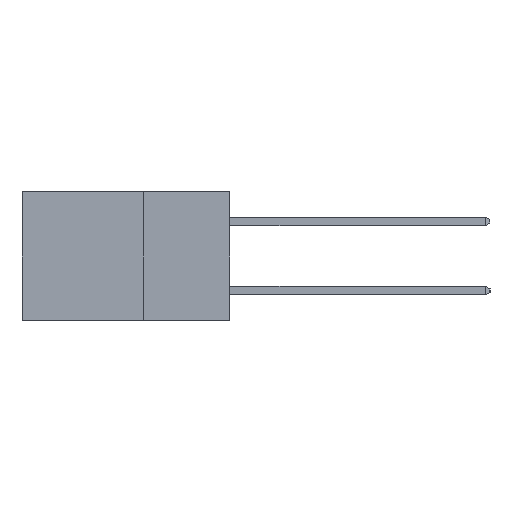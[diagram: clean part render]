
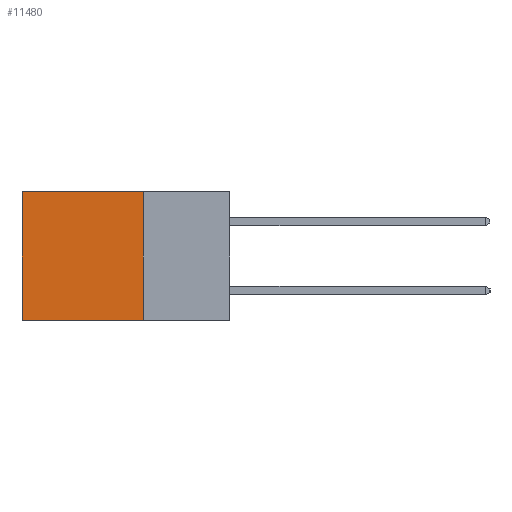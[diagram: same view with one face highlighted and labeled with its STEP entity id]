
A CAD part, left-side view. The second image highlights one B-rep face of the part: STEP entity #11480.
In plain terms, the highlighted planar face has unit normal (-1, 0, 0).
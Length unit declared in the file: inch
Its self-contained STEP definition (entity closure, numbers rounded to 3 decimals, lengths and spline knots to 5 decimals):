
#336 = ORIENTED_EDGE ( 'NONE', *, *, #7078, .F. ) ;
#474 = EDGE_CURVE ( 'NONE', #10067, #12617, #11139, .T. ) ;
#740 = CARTESIAN_POINT ( 'NONE',  ( 0.2615, 0.25, -0.37 ) ) ;
#1865 = DIRECTION ( 'NONE',  ( 0., 0., -1. ) ) ;
#2015 = DIRECTION ( 'NONE',  ( 1., 0., 0. ) ) ;
#2515 = FACE_OUTER_BOUND ( 'NONE', #11458, .T. ) ;
#2652 = EDGE_CURVE ( 'NONE', #13745, #5704, #12457, .T. ) ;
#2895 = LINE ( 'NONE', #9493, #12909 ) ;
#3717 = CARTESIAN_POINT ( 'NONE',  ( 0.2615, 0.25, -0.37 ) ) ;
#4196 = CARTESIAN_POINT ( 'NONE',  ( 0.2615, 0.25, 0. ) ) ;
#4303 = AXIS2_PLACEMENT_3D ( 'NONE', #740, #2015, #10882 ) ;
#5266 = EDGE_CURVE ( 'NONE', #12617, #5704, #6749, .T. ) ;
#5370 = DIRECTION ( 'NONE',  ( 0., 1., 0. ) ) ;
#5434 = CARTESIAN_POINT ( 'NONE',  ( 0.2615, 0.6, 0. ) ) ;
#5704 = VERTEX_POINT ( 'NONE', #10468 ) ;
#5751 = CARTESIAN_POINT ( 'NONE',  ( 0.2615, 0.25, -0.37 ) ) ;
#6587 = ORIENTED_EDGE ( 'NONE', *, *, #2652, .F. ) ;
#6749 = LINE ( 'NONE', #13291, #12974 ) ;
#7078 = EDGE_CURVE ( 'NONE', #10067, #13745, #2895, .T. ) ;
#7092 = DIRECTION ( 'NONE',  ( 0., 0., -1. ) ) ;
#7417 = VECTOR ( 'NONE', #5370, 39.37008 ) ;
#7846 = ORIENTED_EDGE ( 'NONE', *, *, #5266, .T. ) ;
#8229 = ORIENTED_EDGE ( 'NONE', *, *, #474, .T. ) ;
#8375 = PLANE ( 'NONE',  #4303 ) ;
#9160 = VECTOR ( 'NONE', #14384, 39.37008 ) ;
#9493 = CARTESIAN_POINT ( 'NONE',  ( 0.2615, 0.25, -0.37 ) ) ;
#10067 = VERTEX_POINT ( 'NONE', #11325 ) ;
#10468 = CARTESIAN_POINT ( 'NONE',  ( 0.2615, 0.6, -0.37 ) ) ;
#10882 = DIRECTION ( 'NONE',  ( 0., 0., -1. ) ) ;
#11139 = LINE ( 'NONE', #4196, #7417 ) ;
#11325 = CARTESIAN_POINT ( 'NONE',  ( 0.2615, 0.25, 0. ) ) ;
#11458 = EDGE_LOOP ( 'NONE', ( #7846, #6587, #336, #8229 ) ) ;
#11480 = ADVANCED_FACE ( 'NONE', ( #2515 ), #8375, .F. ) ;
#12457 = LINE ( 'NONE', #5751, #9160 ) ;
#12617 = VERTEX_POINT ( 'NONE', #5434 ) ;
#12909 = VECTOR ( 'NONE', #1865, 39.37008 ) ;
#12974 = VECTOR ( 'NONE', #7092, 39.37008 ) ;
#13291 = CARTESIAN_POINT ( 'NONE',  ( 0.2615, 0.6, -0.37 ) ) ;
#13745 = VERTEX_POINT ( 'NONE', #3717 ) ;
#14384 = DIRECTION ( 'NONE',  ( 0., 1., 0. ) ) ;
